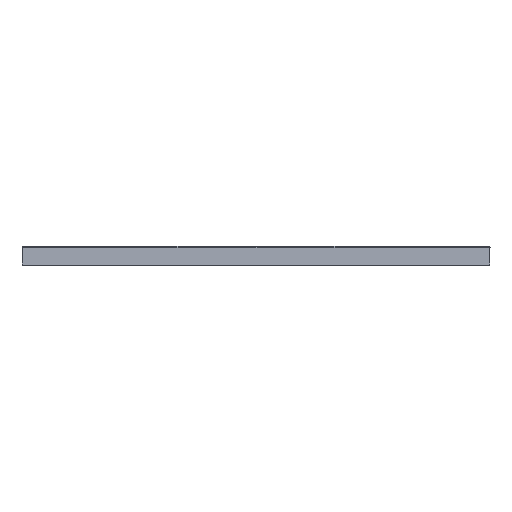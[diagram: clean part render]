
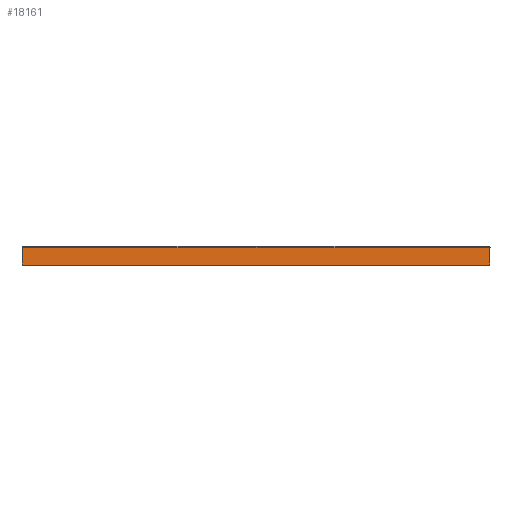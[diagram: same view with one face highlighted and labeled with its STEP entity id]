
A CAD part, top view. The second image highlights one B-rep face of the part: STEP entity #18161.
In plain terms, the highlighted planar face has unit normal (0, 0.035, 0.999).
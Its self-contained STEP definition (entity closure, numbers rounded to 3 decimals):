
#1=CARTESIAN_POINT('',(-500.,-2.001,436.173));
#2=CARTESIAN_POINT('',(-490.658,-2.007,436.173));
#3=CARTESIAN_POINT('',(-453.991,-2.027,436.174));
#4=CARTESIAN_POINT('',(-417.325,-2.039,436.174));
#5=CARTESIAN_POINT('',(-390.,-2.039,436.174));
#7=DIRECTION('',(1.,0.,0.));
#8=VECTOR('',#7,110.);
#9=CARTESIAN_POINT('',(390.,-2.039,436.174));
#10=LINE('',#9,#8);
#11=DIRECTION('',(0.,-0.999,0.035));
#12=VECTOR('',#11,38.022);
#13=CARTESIAN_POINT('',(-500.,-2.001,436.173));
#14=LINE('',#13,#12);
#80=DIRECTION('',(1.,0.,0.));
#81=VECTOR('',#80,1000.);
#82=CARTESIAN_POINT('',(-500.,-40.,437.5));
#83=LINE('',#82,#81);
#332=DIRECTION('',(0.,0.999,-0.035));
#333=VECTOR('',#332,38.022);
#334=CARTESIAN_POINT('',(500.,-40.,437.5));
#335=LINE('',#334,#333);
#430=CARTESIAN_POINT('',(390.,-2.039,436.174));
#431=CARTESIAN_POINT('',(382.521,-2.039,436.174));
#432=CARTESIAN_POINT('',(367.914,-2.038,436.174));
#433=CARTESIAN_POINT('',(347.324,-2.035,436.174));
#434=CARTESIAN_POINT('',(327.249,-2.032,436.174));
#435=CARTESIAN_POINT('',(306.81,-2.027,436.174));
#436=CARTESIAN_POINT('',(284.526,-2.02,436.174));
#437=CARTESIAN_POINT('',(261.408,-2.012,436.173));
#438=CARTESIAN_POINT('',(236.609,-2.003,436.173));
#439=CARTESIAN_POINT('',(208.467,-1.993,436.173));
#440=CARTESIAN_POINT('',(177.16,-1.981,436.172));
#441=CARTESIAN_POINT('',(141.394,-1.967,436.172));
#442=CARTESIAN_POINT('',(114.374,-1.959,436.172));
#443=CARTESIAN_POINT('',(100.087,-1.955,436.171));
#469=DIRECTION('',(-1.,0.,0.));
#470=VECTOR('',#469,100.087);
#471=CARTESIAN_POINT('',(100.087,-1.955,436.171));
#472=LINE('',#471,#470);
#478=DIRECTION('',(-1.,0.,0.));
#479=VECTOR('',#478,100.087);
#480=CARTESIAN_POINT('',(0.,-1.955,
436.171));
#481=LINE('',#480,#479);
#512=CARTESIAN_POINT('',(-100.087,-1.955,436.171));
#513=CARTESIAN_POINT('',(-132.117,-1.964,436.172));
#514=CARTESIAN_POINT('',(-196.299,-1.983,436.172));
#515=CARTESIAN_POINT('',(-292.936,-2.011,436.173));
#516=CARTESIAN_POINT('',(-357.605,-2.029,436.174));
#517=CARTESIAN_POINT('',(-390.,-2.039,436.174));
#16497=CARTESIAN_POINT('',(-500.,-2.001,436.173));
#16498=CARTESIAN_POINT('',(-500.,-40.,437.5));
#16499=VERTEX_POINT('',#16497);
#16500=VERTEX_POINT('',#16498);
#16501=VERTEX_POINT('',#5);
#16502=VERTEX_POINT('',#512);
#16503=CARTESIAN_POINT('',(0.,-1.955,
436.171));
#16504=VERTEX_POINT('',#16503);
#16505=CARTESIAN_POINT('',(100.087,-1.955,
436.171));
#16506=VERTEX_POINT('',#16505);
#16507=VERTEX_POINT('',#430);
#16508=CARTESIAN_POINT('',(500.,-2.001,436.173));
#16509=VERTEX_POINT('',#16508);
#16510=CARTESIAN_POINT('',(500.,-40.,437.5));
#16511=VERTEX_POINT('',#16510);
#18136=CARTESIAN_POINT('',(0.,-20.977,436.836));
#18137=DIRECTION('',(0.,0.035,0.999));
#18138=DIRECTION('',(0.,0.999,-0.035));
#18139=AXIS2_PLACEMENT_3D('',#18136,#18137,#18138);
#18140=PLANE('',#18139);
#18142=ORIENTED_EDGE('',*,*,#18141,.F.);
#18144=ORIENTED_EDGE('',*,*,#18143,.T.);
#18146=ORIENTED_EDGE('',*,*,#18145,.F.);
#18148=ORIENTED_EDGE('',*,*,#18147,.F.);
#18150=ORIENTED_EDGE('',*,*,#18149,.F.);
#18152=ORIENTED_EDGE('',*,*,#18151,.F.);
#18154=ORIENTED_EDGE('',*,*,#18153,.T.);
#18156=ORIENTED_EDGE('',*,*,#18155,.F.);
#18158=ORIENTED_EDGE('',*,*,#18157,.F.);
#18159=EDGE_LOOP('',(#18142,#18144,#18146,#18148,#18150,#18152,#18154,#18156,
#18158));
#18160=FACE_OUTER_BOUND('',#18159,.F.);
#18161=ADVANCED_FACE('',(#18160),#18140,.T.);
#6=B_SPLINE_CURVE_WITH_KNOTS('',3,(#1,#2,#3,#4,#5),.UNSPECIFIED.,.F.,.F.,(4,1,
4),(0.,0.255,1.),.UNSPECIFIED.);
#444=B_SPLINE_CURVE_WITH_KNOTS('',3,(#430,#431,#432,#433,#434,#435,#436,#437,
#438,#439,#440,#441,#442,#443),.UNSPECIFIED.,.F.,.F.,(4,1,1,1,1,1,1,1,1,1,1,4),(
0.,0.091,0.182,0.273,0.364,
0.455,0.545,0.636,0.727,
0.818,0.909,1.),.UNSPECIFIED.);
#518=B_SPLINE_CURVE_WITH_KNOTS('',3,(#512,#513,#514,#515,#516,#517),
.UNSPECIFIED.,.F.,.F.,(4,1,1,4),(0.,0.333,0.667,1.),
.UNSPECIFIED.);
#18141=EDGE_CURVE('',#16499,#16500,#14,.T.);
#18143=EDGE_CURVE('',#16499,#16501,#6,.T.);
#18145=EDGE_CURVE('',#16502,#16501,#518,.T.);
#18147=EDGE_CURVE('',#16504,#16502,#481,.T.);
#18149=EDGE_CURVE('',#16506,#16504,#472,.T.);
#18151=EDGE_CURVE('',#16507,#16506,#444,.T.);
#18153=EDGE_CURVE('',#16507,#16509,#10,.T.);
#18155=EDGE_CURVE('',#16511,#16509,#335,.T.);
#18157=EDGE_CURVE('',#16500,#16511,#83,.T.);
